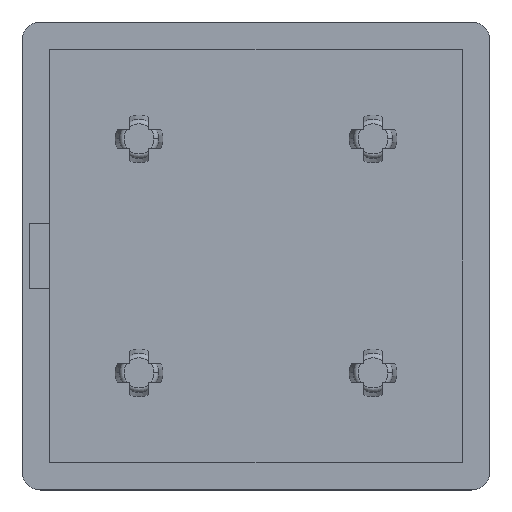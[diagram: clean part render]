
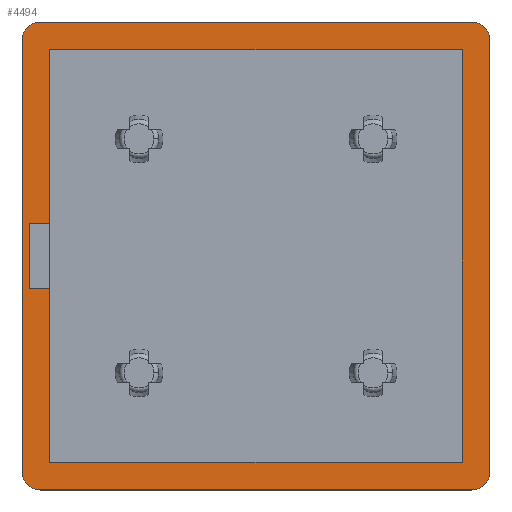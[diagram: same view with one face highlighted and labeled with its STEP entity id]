
A CAD part, top view. The second image highlights one B-rep face of the part: STEP entity #4494.
In plain terms, the highlighted planar face has unit normal (0, 0, 1).
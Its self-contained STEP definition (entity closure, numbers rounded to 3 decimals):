
#7 = LINE ( 'NONE', #1183, #2005 ) ;
#54 = DIRECTION ( 'NONE',  ( 1., 0., 0. ) ) ;
#142 = CARTESIAN_POINT ( 'NONE',  ( -35.1, 16.2, 4. ) ) ;
#163 = EDGE_LOOP ( 'NONE', ( #1284, #3009, #977, #1215, #1470, #2559, #1444, #3034 ) ) ;
#183 = EDGE_LOOP ( 'NONE', ( #4240, #1884, #2299, #3095, #4114, #2225, #970, #333 ) ) ;
#201 = CARTESIAN_POINT ( 'NONE',  ( -38.1, 38.1, 4. ) ) ;
#212 = DIRECTION ( 'NONE',  ( 0., 0., 1. ) ) ;
#213 = DIRECTION ( 'NONE',  ( -1., 0., 0. ) ) ;
#217 = VERTEX_POINT ( 'NONE', #3090 ) ;
#223 = CARTESIAN_POINT ( 'NONE',  ( 10.7, -12.7, 4. ) ) ;
#226 = VERTEX_POINT ( 'NONE', #2045 ) ;
#235 = DIRECTION ( 'NONE',  ( 1., 0., 0. ) ) ;
#255 = CARTESIAN_POINT ( 'NONE',  ( -38.1, 38.1, 4. ) ) ;
#282 = CARTESIAN_POINT ( 'NONE',  ( -37.3, 16.2, 4. ) ) ;
#312 = AXIS2_PLACEMENT_3D ( 'NONE', #1033, #3581, #2469 ) ;
#333 = ORIENTED_EDGE ( 'NONE', *, *, #3303, .F. ) ;
#374 = CARTESIAN_POINT ( 'NONE',  ( 12.7, -10.7, 4. ) ) ;
#466 = VECTOR ( 'NONE', #968, 1000. ) ;
#468 = EDGE_CURVE ( 'NONE', #3224, #217, #3463, .T. ) ;
#490 = CARTESIAN_POINT ( 'NONE',  ( 12.7, 36.1, 4. ) ) ;
#513 = DIRECTION ( 'NONE',  ( 1., 0., 0. ) ) ;
#588 = LINE ( 'NONE', #3504, #3534 ) ;
#594 = CARTESIAN_POINT ( 'NONE',  ( -35.1, 35.1, 4. ) ) ;
#644 = VERTEX_POINT ( 'NONE', #4028 ) ;
#671 = EDGE_CURVE ( 'NONE', #796, #3245, #4431, .T. ) ;
#678 = EDGE_CURVE ( 'NONE', #1404, #226, #4149, .T. ) ;
#687 = VERTEX_POINT ( 'NONE', #1514 ) ;
#796 = VERTEX_POINT ( 'NONE', #223 ) ;
#862 = VERTEX_POINT ( 'NONE', #2483 ) ;
#968 = DIRECTION ( 'NONE',  ( 0., 1., 0. ) ) ;
#970 = ORIENTED_EDGE ( 'NONE', *, *, #468, .F. ) ;
#976 = DIRECTION ( 'NONE',  ( -1., 0., 0. ) ) ;
#977 = ORIENTED_EDGE ( 'NONE', *, *, #2828, .T. ) ;
#1033 = CARTESIAN_POINT ( 'NONE',  ( -36.1, 36.1, 4. ) ) ;
#1081 = AXIS2_PLACEMENT_3D ( 'NONE', #3063, #212, #1291 ) ;
#1183 = CARTESIAN_POINT ( 'NONE',  ( -38.1, -12.7, 4. ) ) ;
#1207 = DIRECTION ( 'NONE',  ( 0., -1., 0. ) ) ;
#1215 = ORIENTED_EDGE ( 'NONE', *, *, #1379, .T. ) ;
#1242 = CARTESIAN_POINT ( 'NONE',  ( -35.1, -9.7, 4. ) ) ;
#1284 = ORIENTED_EDGE ( 'NONE', *, *, #4564, .T. ) ;
#1291 = DIRECTION ( 'NONE',  ( 1., 0., 0. ) ) ;
#1299 = CARTESIAN_POINT ( 'NONE',  ( -35.1, 9.2, 4. ) ) ;
#1370 = VERTEX_POINT ( 'NONE', #594 ) ;
#1379 = EDGE_CURVE ( 'NONE', #2481, #3932, #4662, .T. ) ;
#1404 = VERTEX_POINT ( 'NONE', #282 ) ;
#1444 = ORIENTED_EDGE ( 'NONE', *, *, #4327, .T. ) ;
#1453 = VECTOR ( 'NONE', #513, 1000. ) ;
#1470 = ORIENTED_EDGE ( 'NONE', *, *, #1667, .T. ) ;
#1514 = CARTESIAN_POINT ( 'NONE',  ( -38.1, 36.1, 4. ) ) ;
#1552 = CARTESIAN_POINT ( 'NONE',  ( -35.1, -9.7, 4. ) ) ;
#1567 = LINE ( 'NONE', #255, #4278 ) ;
#1576 = CARTESIAN_POINT ( 'NONE',  ( -35.1, 35.1, 4. ) ) ;
#1608 = EDGE_CURVE ( 'NONE', #1370, #2294, #3012, .T. ) ;
#1638 = LINE ( 'NONE', #201, #1839 ) ;
#1667 = EDGE_CURVE ( 'NONE', #3932, #2272, #1567, .T. ) ;
#1746 = CARTESIAN_POINT ( 'NONE',  ( -38.1, -10.7, 4. ) ) ;
#1839 = VECTOR ( 'NONE', #2361, 1000. ) ;
#1843 = CIRCLE ( 'NONE', #1081, 2. ) ;
#1868 = DIRECTION ( 'NONE',  ( 0., -1., 0. ) ) ;
#1884 = ORIENTED_EDGE ( 'NONE', *, *, #678, .F. ) ;
#1998 = VECTOR ( 'NONE', #213, 1000. ) ;
#2005 = VECTOR ( 'NONE', #4118, 1000. ) ;
#2014 = LINE ( 'NONE', #1576, #1998 ) ;
#2045 = CARTESIAN_POINT ( 'NONE',  ( -37.3, 9.2, 4. ) ) ;
#2110 = DIRECTION ( 'NONE',  ( 1., 0., 0. ) ) ;
#2120 = DIRECTION ( 'NONE',  ( 0., 1., 0. ) ) ;
#2184 = LINE ( 'NONE', #4019, #4128 ) ;
#2225 = ORIENTED_EDGE ( 'NONE', *, *, #3741, .F. ) ;
#2272 = VERTEX_POINT ( 'NONE', #4604 ) ;
#2288 = CARTESIAN_POINT ( 'NONE',  ( -37.3, 16.2, 4. ) ) ;
#2294 = VERTEX_POINT ( 'NONE', #142 ) ;
#2299 = ORIENTED_EDGE ( 'NONE', *, *, #4387, .F. ) ;
#2361 = DIRECTION ( 'NONE',  ( 0., -1., 0. ) ) ;
#2381 = AXIS2_PLACEMENT_3D ( 'NONE', #3767, #3808, #54 ) ;
#2395 = CARTESIAN_POINT ( 'NONE',  ( 10.7, 36.1, 4. ) ) ;
#2406 = EDGE_CURVE ( 'NONE', #3177, #644, #1843, .T. ) ;
#2469 = DIRECTION ( 'NONE',  ( 1., 0., 0. ) ) ;
#2481 = VERTEX_POINT ( 'NONE', #490 ) ;
#2483 = CARTESIAN_POINT ( 'NONE',  ( 9.7, 35.1, 4. ) ) ;
#2528 = DIRECTION ( 'NONE',  ( 1., 0., 0. ) ) ;
#2559 = ORIENTED_EDGE ( 'NONE', *, *, #3391, .T. ) ;
#2607 = AXIS2_PLACEMENT_3D ( 'NONE', #3574, #4337, #2528 ) ;
#2761 = AXIS2_PLACEMENT_3D ( 'NONE', #2395, #4279, #2110 ) ;
#2828 = EDGE_CURVE ( 'NONE', #3245, #2481, #3477, .T. ) ;
#2829 = CARTESIAN_POINT ( 'NONE',  ( -37.3, 9.2, 4. ) ) ;
#2846 = PLANE ( 'NONE',  #2607 ) ;
#2892 = FACE_BOUND ( 'NONE', #183, .T. ) ;
#3009 = ORIENTED_EDGE ( 'NONE', *, *, #671, .T. ) ;
#3012 = LINE ( 'NONE', #3699, #4493 ) ;
#3027 = EDGE_CURVE ( 'NONE', #862, #1370, #2014, .T. ) ;
#3034 = ORIENTED_EDGE ( 'NONE', *, *, #2406, .T. ) ;
#3063 = CARTESIAN_POINT ( 'NONE',  ( -36.1, -10.7, 4. ) ) ;
#3090 = CARTESIAN_POINT ( 'NONE',  ( 9.7, -9.7, 4. ) ) ;
#3095 = ORIENTED_EDGE ( 'NONE', *, *, #1608, .F. ) ;
#3097 = DIRECTION ( 'NONE',  ( -1., 0., 0. ) ) ;
#3177 = VERTEX_POINT ( 'NONE', #1746 ) ;
#3224 = VERTEX_POINT ( 'NONE', #1552 ) ;
#3245 = VERTEX_POINT ( 'NONE', #374 ) ;
#3303 = EDGE_CURVE ( 'NONE', #3696, #3224, #2184, .T. ) ;
#3391 = EDGE_CURVE ( 'NONE', #2272, #687, #3977, .T. ) ;
#3463 = LINE ( 'NONE', #1242, #1453 ) ;
#3477 = LINE ( 'NONE', #4219, #466 ) ;
#3482 = EDGE_CURVE ( 'NONE', #226, #3696, #3511, .T. ) ;
#3504 = CARTESIAN_POINT ( 'NONE',  ( -37.3, 16.2, 4. ) ) ;
#3511 = LINE ( 'NONE', #2829, #3522 ) ;
#3522 = VECTOR ( 'NONE', #235, 1000. ) ;
#3534 = VECTOR ( 'NONE', #3097, 1000. ) ;
#3555 = FACE_OUTER_BOUND ( 'NONE', #163, .T. ) ;
#3574 = CARTESIAN_POINT ( 'NONE',  ( 12.7, 38.1, 4. ) ) ;
#3581 = DIRECTION ( 'NONE',  ( 0., 0., 1. ) ) ;
#3589 = CARTESIAN_POINT ( 'NONE',  ( 9.7, 35.1, 4. ) ) ;
#3604 = VECTOR ( 'NONE', #2120, 1000. ) ;
#3635 = LINE ( 'NONE', #3589, #3604 ) ;
#3696 = VERTEX_POINT ( 'NONE', #1299 ) ;
#3699 = CARTESIAN_POINT ( 'NONE',  ( -35.1, 35.1, 4. ) ) ;
#3741 = EDGE_CURVE ( 'NONE', #217, #862, #3635, .T. ) ;
#3767 = CARTESIAN_POINT ( 'NONE',  ( 10.7, -10.7, 4. ) ) ;
#3808 = DIRECTION ( 'NONE',  ( 0., 0., 1. ) ) ;
#3932 = VERTEX_POINT ( 'NONE', #4112 ) ;
#3977 = CIRCLE ( 'NONE', #312, 2. ) ;
#4019 = CARTESIAN_POINT ( 'NONE',  ( -35.1, 35.1, 4. ) ) ;
#4028 = CARTESIAN_POINT ( 'NONE',  ( -36.1, -12.7, 4. ) ) ;
#4049 = VECTOR ( 'NONE', #1207, 1000. ) ;
#4112 = CARTESIAN_POINT ( 'NONE',  ( 10.7, 38.1, 4. ) ) ;
#4114 = ORIENTED_EDGE ( 'NONE', *, *, #3027, .F. ) ;
#4118 = DIRECTION ( 'NONE',  ( 1., 0., 0. ) ) ;
#4128 = VECTOR ( 'NONE', #1868, 1000. ) ;
#4149 = LINE ( 'NONE', #2288, #4049 ) ;
#4219 = CARTESIAN_POINT ( 'NONE',  ( 12.7, 38.1, 4. ) ) ;
#4240 = ORIENTED_EDGE ( 'NONE', *, *, #3482, .F. ) ;
#4278 = VECTOR ( 'NONE', #976, 1000. ) ;
#4279 = DIRECTION ( 'NONE',  ( 0., 0., 1. ) ) ;
#4327 = EDGE_CURVE ( 'NONE', #687, #3177, #1638, .T. ) ;
#4337 = DIRECTION ( 'NONE',  ( 0., 0., 1. ) ) ;
#4387 = EDGE_CURVE ( 'NONE', #2294, #1404, #588, .T. ) ;
#4415 = DIRECTION ( 'NONE',  ( 0., -1., 0. ) ) ;
#4431 = CIRCLE ( 'NONE', #2381, 2. ) ;
#4493 = VECTOR ( 'NONE', #4415, 1000. ) ;
#4494 = ADVANCED_FACE ( 'NONE', ( #2892, #3555 ), #2846, .T. ) ;
#4564 = EDGE_CURVE ( 'NONE', #644, #796, #7, .T. ) ;
#4604 = CARTESIAN_POINT ( 'NONE',  ( -36.1, 38.1, 4. ) ) ;
#4662 = CIRCLE ( 'NONE', #2761, 2. ) ;
